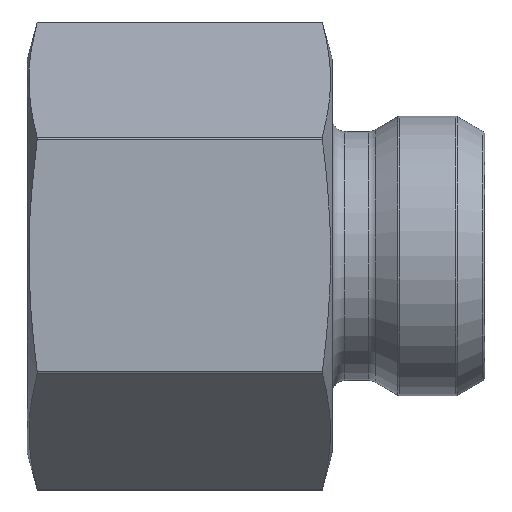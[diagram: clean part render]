
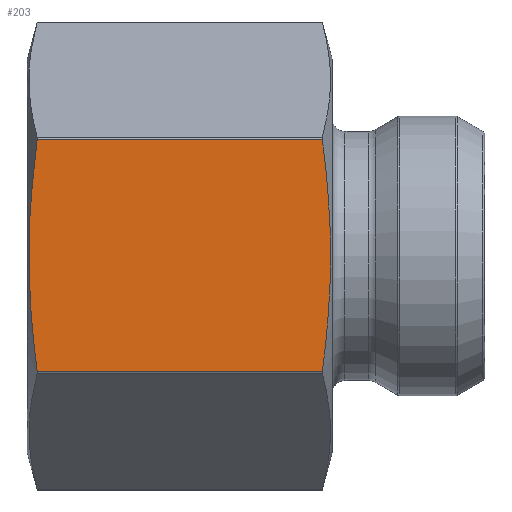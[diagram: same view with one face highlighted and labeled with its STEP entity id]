
A CAD part, top view. The second image highlights one B-rep face of the part: STEP entity #203.
In plain terms, the highlighted planar face has unit normal (0, 0, 1).
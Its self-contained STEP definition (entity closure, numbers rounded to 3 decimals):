
#203=ADVANCED_FACE('',(#250),#239,.F.);
#239=PLANE('',#583);
#250=FACE_OUTER_BOUND('',#262,.T.);
#262=EDGE_LOOP('',(#334,#335,#336,#337));
#322=B_SPLINE_CURVE_WITH_KNOTS('',3,(#814,#815,#816,#817,#818,#819),
 .UNSPECIFIED.,.F.,.F.,(4,2,4),(0.,0.5,1.),.UNSPECIFIED.);
#323=B_SPLINE_CURVE_WITH_KNOTS('',3,(#823,#824,#825,#826,#827,#828),
 .UNSPECIFIED.,.F.,.F.,(4,2,4),(0.,0.5,1.),.UNSPECIFIED.);
#334=ORIENTED_EDGE('',*,*,#499,.F.);
#335=ORIENTED_EDGE('',*,*,#500,.T.);
#336=ORIENTED_EDGE('',*,*,#501,.T.);
#337=ORIENTED_EDGE('',*,*,#502,.T.);
#452=VERTEX_POINT('',#812);
#453=VERTEX_POINT('',#813);
#454=VERTEX_POINT('',#820);
#455=VERTEX_POINT('',#822);
#499=EDGE_CURVE('',#452,#453,#558,.T.);
#500=EDGE_CURVE('',#452,#454,#322,.T.);
#501=EDGE_CURVE('',#454,#455,#559,.T.);
#502=EDGE_CURVE('',#455,#453,#323,.T.);
#558=LINE('',#811,#570);
#559=LINE('',#821,#571);
#570=VECTOR('',#656,1.);
#571=VECTOR('',#657,1.);
#583=AXIS2_PLACEMENT_3D('',#829,#658,#659);
#656=DIRECTION('',(-1.,0.,0.));
#657=DIRECTION('',(-1.,0.,0.));
#658=DIRECTION('',(0.,0.,-1.));
#659=DIRECTION('',(0.,1.,0.));
#811=CARTESIAN_POINT('',(36.,-9.119,16.));
#812=CARTESIAN_POINT('',(23.219,-9.119,16.));
#813=CARTESIAN_POINT('',(0.781,-9.119,16.));
#814=CARTESIAN_POINT('',(23.219,-9.119,16.));
#815=CARTESIAN_POINT('',(23.621,-6.082,16.));
#816=CARTESIAN_POINT('',(23.867,-3.025,16.));
#817=CARTESIAN_POINT('',(23.865,3.056,16.));
#818=CARTESIAN_POINT('',(23.621,6.09,16.));
#819=CARTESIAN_POINT('',(23.219,9.119,16.));
#820=CARTESIAN_POINT('',(23.219,9.119,16.));
#821=CARTESIAN_POINT('',(36.,9.119,16.));
#822=CARTESIAN_POINT('',(0.781,9.119,16.));
#823=CARTESIAN_POINT('',(0.781,9.119,16.));
#824=CARTESIAN_POINT('',(0.38,6.09,16.));
#825=CARTESIAN_POINT('',(0.135,3.057,16.));
#826=CARTESIAN_POINT('',(0.133,-3.024,16.));
#827=CARTESIAN_POINT('',(0.379,-6.083,16.));
#828=CARTESIAN_POINT('',(0.781,-9.119,16.));
#829=CARTESIAN_POINT('',(36.,9.119,16.));
